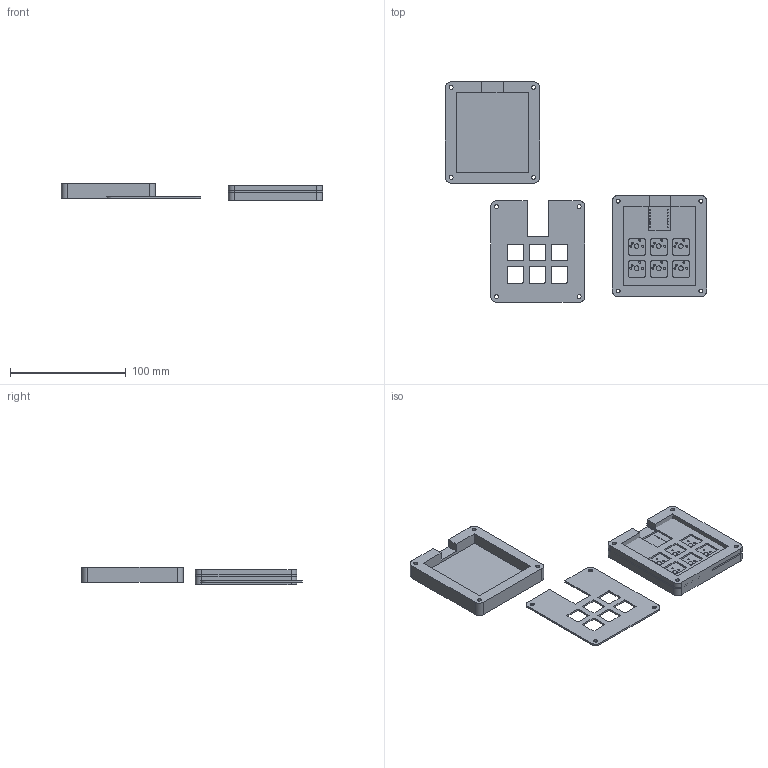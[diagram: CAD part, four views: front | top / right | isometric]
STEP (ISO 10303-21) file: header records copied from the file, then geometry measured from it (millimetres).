
FILE_DESCRIPTION(/* description */ ('KiCad electronic assembly'),/* implementation_level */ '2;1');
FILE_NAME(/* name */ 'Assembled CAD File.step',/* time_stamp */ '2025-02-19T10:44:44-08:00',/* author */ (''),/* organization */ (''),/* preprocessor_version */ 'ST-DEVELOPER v20',/* originating_system */ 'Autodesk Translation Framework v13.20.0.188',/* authorisation */ '');
FILE_SCHEMA (('AUTOMOTIVE_DESIGN { 1 0 10303 214 3 1 1 }'));
Length unit declared in the file: millimetre
Products named in the file (2): HackpadV2Shaan 1; HackpadV2Shaan_PCB
Assembly tree (1 placements, depth 2):
  HackpadV2Shaan 1
    HackpadV2Shaan_PCB
Bounding box: 225.39 x 190.22 x 15 mm (x, y, z)
Volume: 117252 mm3; surface area: 75401.3 mm2
Topology: 5 solids, 5 shells, 1204 faces, 3384 edges, 2256 vertices
Faces by surface type: bspline 644, plane 428, cylinder 132
Full cylindrical faces by diameter (mm): 0.889 x14, 1.5 x12, 1.7 x12, 3.4 x16, 4 x6, 6 x8
Entity records: 45038 total; most frequent: CARTESIAN_POINT 17795, ORIENTED_EDGE 6768, DIRECTION 3486, EDGE_CURVE 3384, VERTEX_POINT 2256, LINE 1832, VECTOR 1832, EDGE_LOOP 1414
